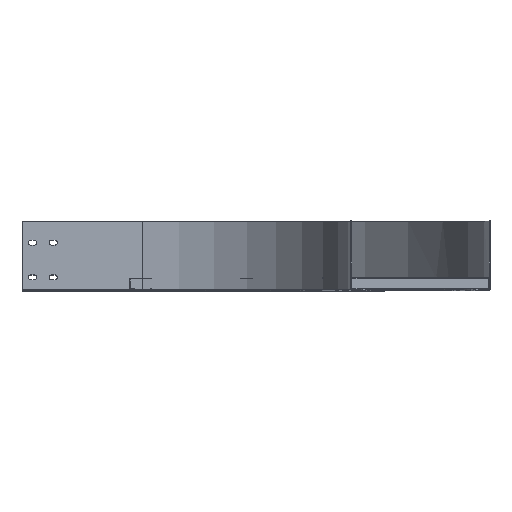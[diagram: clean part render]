
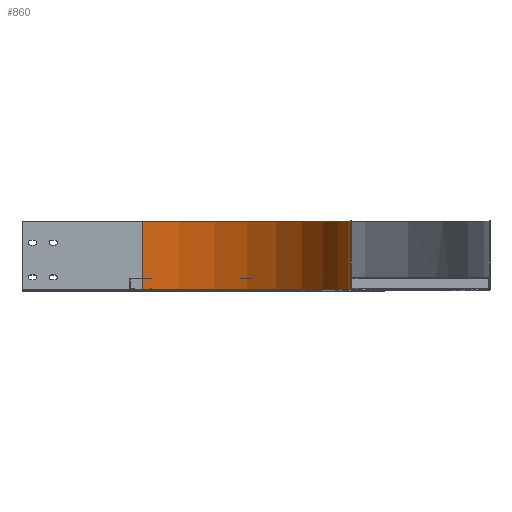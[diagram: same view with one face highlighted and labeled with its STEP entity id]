
A CAD part, top view. The second image highlights one B-rep face of the part: STEP entity #860.
In plain terms, the highlighted cylindrical face has radius 300 mm (diameter 600 mm), a partial arc.
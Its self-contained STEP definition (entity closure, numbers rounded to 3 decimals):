
#678 = VERTEX_POINT ( 'NONE', #3477 ) ;
#681 = VERTEX_POINT ( 'NONE', #3480 ) ;
#684 = VERTEX_POINT ( 'NONE', #3483 ) ;
#685 = VERTEX_POINT ( 'NONE', #3484 ) ;
#860 = ADVANCED_FACE ( 'NONE', ( #2606 ), #2612, .F. ) ;
#1553 = AXIS2_PLACEMENT_3D ( 'NONE', #3673, #3672, #3668 ) ;
#2606 = FACE_OUTER_BOUND ( 'NONE', #6598, .T. ) ;
#2612 = CYLINDRICAL_SURFACE ( 'NONE', #1553, 300. ) ;
#2670 = AXIS2_PLACEMENT_3D ( 'NONE', #5398, #5399, #5400 ) ;
#2676 = AXIS2_PLACEMENT_3D ( 'NONE', #5417, #5418, #5419 ) ;
#2798 = EDGE_CURVE ( 'NONE', #681, #685, #4344, .T. ) ;
#2802 = EDGE_CURVE ( 'NONE', #678, #681, #4351, .T. ) ;
#2805 = EDGE_CURVE ( 'NONE', #678, #684, #4357, .T. ) ;
#2811 = EDGE_CURVE ( 'NONE', #684, #685, #4365, .T. ) ;
#3477 = CARTESIAN_POINT ( 'NONE',  ( 0., 57.07, -173. ) ) ;
#3480 = CARTESIAN_POINT ( 'NONE',  ( 0., -41.13, -173. ) ) ;
#3483 = CARTESIAN_POINT ( 'NONE',  ( -300., 57.07, -473. ) ) ;
#3484 = CARTESIAN_POINT ( 'NONE',  ( -300., -41.13, -473. ) ) ;
#3668 = DIRECTION ( 'NONE',  ( 0., 0., 1. ) ) ;
#3672 = DIRECTION ( 'NONE',  ( 0., 1., 0. ) ) ;
#3673 = CARTESIAN_POINT ( 'NONE',  ( -300., 0., -173. ) ) ;
#4344 = CIRCLE ( 'NONE', #2670, 300. ) ;
#4351 = LINE ( 'NONE', #5406, #4354 ) ;
#4354 = VECTOR ( 'NONE', #5401, 1000. ) ;
#4357 = CIRCLE ( 'NONE', #2676, 300. ) ;
#4365 = LINE ( 'NONE', #5428, #4369 ) ;
#4369 = VECTOR ( 'NONE', #5425, 1000. ) ;
#5398 = CARTESIAN_POINT ( 'NONE',  ( -300., -41.13, -173. ) ) ;
#5399 = DIRECTION ( 'NONE',  ( 0., 1., 0. ) ) ;
#5400 = DIRECTION ( 'NONE',  ( 0., 0., 1. ) ) ;
#5401 = DIRECTION ( 'NONE',  ( 0., -1., 0. ) ) ;
#5406 = CARTESIAN_POINT ( 'NONE',  ( 0., -41.13, -173. ) ) ;
#5417 = CARTESIAN_POINT ( 'NONE',  ( -300., 57.07, -173. ) ) ;
#5418 = DIRECTION ( 'NONE',  ( 0., 1., 0. ) ) ;
#5419 = DIRECTION ( 'NONE',  ( 0., 0., 1. ) ) ;
#5425 = DIRECTION ( 'NONE',  ( 0., -1., 0. ) ) ;
#5428 = CARTESIAN_POINT ( 'NONE',  ( -300., -41.13, -473. ) ) ;
#6415 = ORIENTED_EDGE ( 'NONE', *, *, #2811, .T. ) ;
#6416 = ORIENTED_EDGE ( 'NONE', *, *, #2805, .T. ) ;
#6417 = ORIENTED_EDGE ( 'NONE', *, *, #2802, .F. ) ;
#6444 = ORIENTED_EDGE ( 'NONE', *, *, #2798, .F. ) ;
#6598 = EDGE_LOOP ( 'NONE', ( #6417, #6416, #6415, #6444 ) ) ;
